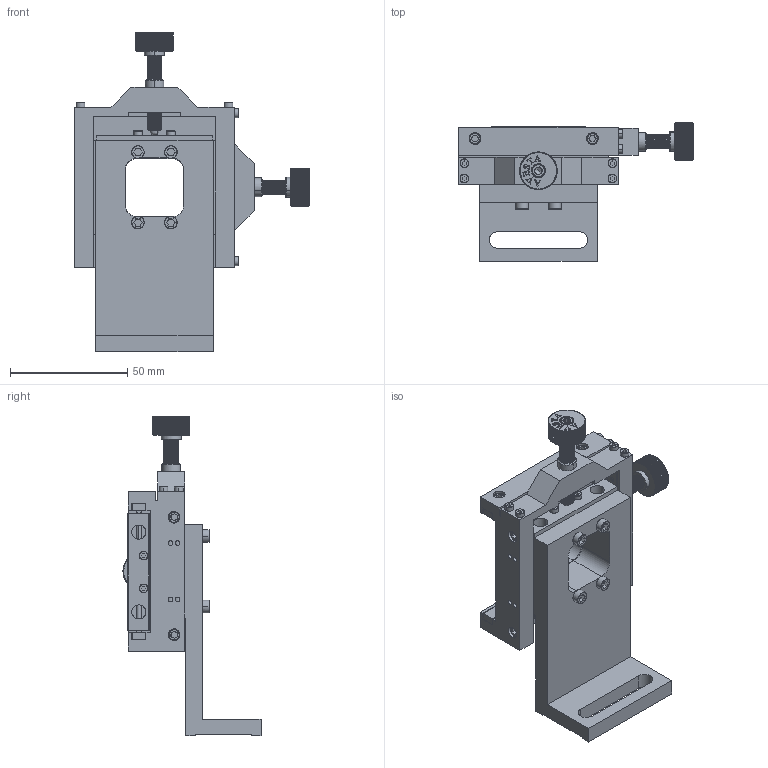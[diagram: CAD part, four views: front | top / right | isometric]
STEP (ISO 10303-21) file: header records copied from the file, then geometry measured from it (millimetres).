
FILE_DESCRIPTION(/* description */ (''),/* implementation_level */ '2;1');
FILE_NAME(/* name */ '02_2TS4-HOL-B1',/* time_stamp */ '2025-05-14T14:49:44+03:00',/* author */ (''),/* organization */ (''),/* preprocessor_version */ 'ST-DEVELOPER v16.5',/* originating_system */ 'Rhino 7.34',/* authorisation */ '');
FILE_SCHEMA (('AUTOMOTIVE_DESIGN'));
Products named in the file (1): Document
Bounding box: 100 x 58.75 x 136 mm (x, y, z)
Volume: 109909.6 mm3; surface area: 62635.6 mm2
Topology: 16 solids, 16 shells, 2957 faces, 7993 edges, 4876 vertices
Faces by surface type: plane 1752, cylinder 822, bspline 383
Entity records: 136859 total; most frequent: CARTESIAN_POINT 84877, ORIENTED_EDGE 15968, EDGE_CURVE 7984, B_SPLINE_CURVE_WITH_KNOTS 5984, VERTEX_POINT 4877, EDGE_LOOP 3128, ADVANCED_FACE 2949, FACE_OUTER_BOUND 2949
